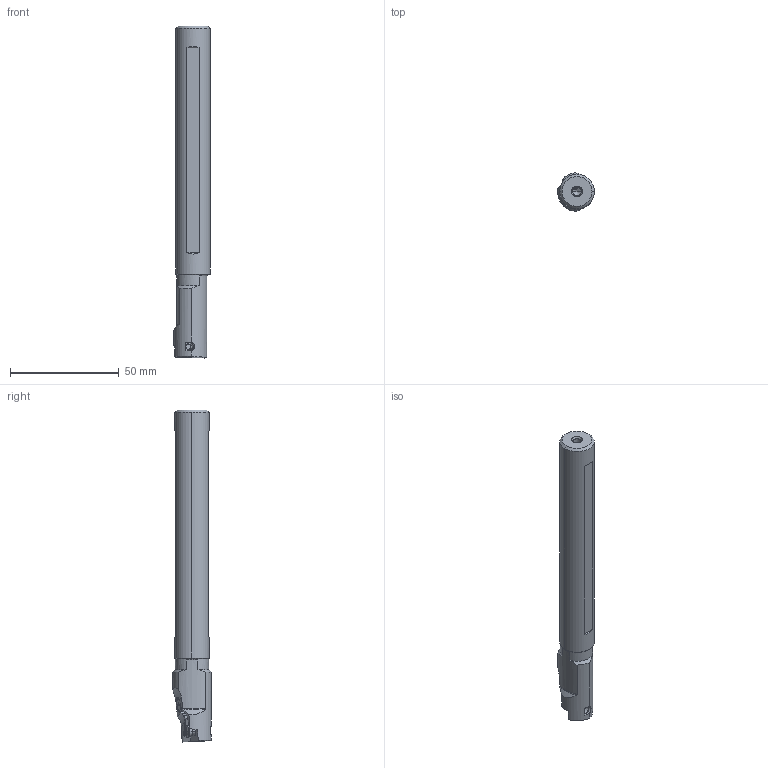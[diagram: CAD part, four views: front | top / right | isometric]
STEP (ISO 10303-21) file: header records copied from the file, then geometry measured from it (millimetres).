
FILE_DESCRIPTION(/* description */ (''),/* implementation_level */ '2;1');
FILE_NAME(/* name */ 'MMTIR103-0_75-2_5-C.stp',/* time_stamp */ '2021-04-05T08:19:26+09:00',/* author */ (''),/* organization */ (''),/* preprocessor_version */ 'ST-DEVELOPER v16',/* originating_system */ 'SIEMENS PLM Software NX 10.0',/* authorisation */ '');
FILE_SCHEMA (('AUTOMOTIVE_DESIGN { 1 0 10303 214 3 1 1 1 }'));
Length unit declared in the file: millimetre
Products named in the file (1): MMTIR103-0_75-2_5-C_ASM
Bounding box: 16.81 x 17.67 x 152.6 mm (x, y, z)
Volume: 26522.6 mm3; surface area: 10023.3 mm2
Topology: 3 solids, 3 shells, 130 faces, 385 edges, 263 vertices
Faces by surface type: cylinder 60, plane 36, cone 25, torus 5, bspline 2, sphere 2
Entity records: 5362 total; most frequent: CARTESIAN_POINT 1703, DIRECTION 774, ORIENTED_EDGE 758, EDGE_CURVE 379, AXIS2_PLACEMENT_3D 321, VERTEX_POINT 260, CIRCLE 155, EDGE_LOOP 139
